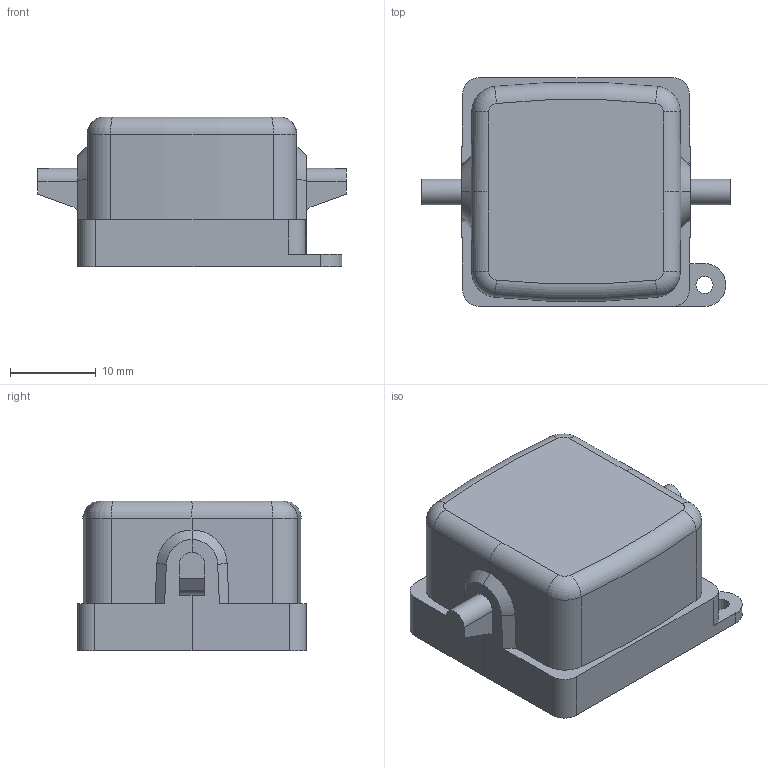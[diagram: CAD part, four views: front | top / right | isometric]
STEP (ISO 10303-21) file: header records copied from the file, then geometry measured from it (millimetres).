
FILE_DESCRIPTION(('CATIA V5R24 STEP','CAx-IF Rec.Pracs.--- Model Styling and Organization---1.2---2011-12-15'),'2;1');
FILE_NAME ('13491039_3', '2018-08-27T07:37:42+00:00', ('Weidmueller Interface'), ('Weidmueller'), 'CATIA Version 5-6 Release 2014 SP4 HF52', 'CATIA V5 STEP AP214', 'none');
FILE_SCHEMA(('AUTOMOTIVE_DESIGN { 1 0 10303 214 1 1 1 1 }'));
Length unit declared in the file: millimetre
Products named in the file (1): 1665760000
Bounding box: 36 x 26.7 x 17.5 mm (x, y, z)
Volume: 3263.4 mm3; surface area: 4620 mm2
Topology: 1 solids, 1 shells, 73 faces, 197 edges, 128 vertices
Faces by surface type: plane 38, cylinder 25, torus 6, bspline 4
Entity records: 2370 total; most frequent: CARTESIAN_POINT 589, ORIENTED_EDGE 394, DIRECTION 303, EDGE_CURVE 197, VERTEX_POINT 128, VECTOR 121, LINE 121, AXIS2_PLACEMENT_3D 119
